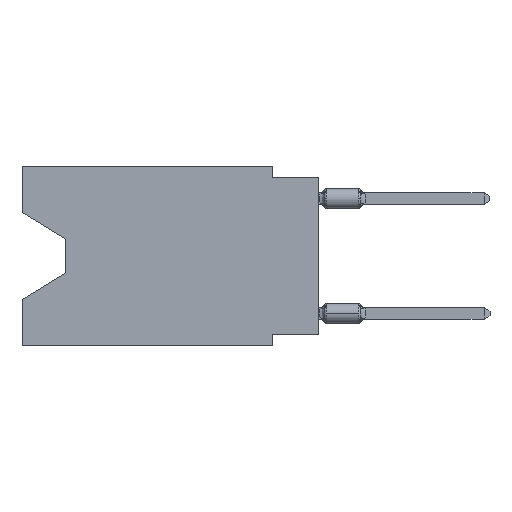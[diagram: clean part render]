
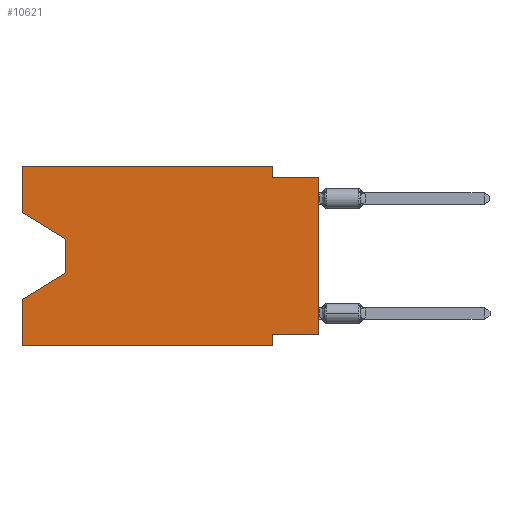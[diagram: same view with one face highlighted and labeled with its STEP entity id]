
A CAD part, left-side view. The second image highlights one B-rep face of the part: STEP entity #10621.
In plain terms, the highlighted planar face has unit normal (-1, 0, 0).
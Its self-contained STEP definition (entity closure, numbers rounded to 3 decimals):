
#113 = LINE ( 'NONE', #3374, #5165 ) ;
#491 = CARTESIAN_POINT ( 'NONE',  ( 0., 2.54, -9.271 ) ) ;
#632 = ORIENTED_EDGE ( 'NONE', *, *, #2042, .F. ) ;
#960 = EDGE_CURVE ( 'NONE', #4289, #13936, #7977, .T. ) ;
#1200 = CARTESIAN_POINT ( 'NONE',  ( 0., 16.383, 0. ) ) ;
#1211 = CARTESIAN_POINT ( 'NONE',  ( 0., 0., 0. ) ) ;
#1615 = CARTESIAN_POINT ( 'NONE',  ( 0., 13.97, -4.013 ) ) ;
#1710 = AXIS2_PLACEMENT_3D ( 'NONE', #1200, #3514, #10071 ) ;
#2010 = CARTESIAN_POINT ( 'NONE',  ( 0., 16.383, 0. ) ) ;
#2042 = EDGE_CURVE ( 'NONE', #9468, #9486, #7003, .T. ) ;
#2058 = ORIENTED_EDGE ( 'NONE', *, *, #2848, .F. ) ;
#2075 = ORIENTED_EDGE ( 'NONE', *, *, #6409, .F. ) ;
#2250 = CARTESIAN_POINT ( 'NONE',  ( 0., 13.97, -5.893 ) ) ;
#2670 = ORIENTED_EDGE ( 'NONE', *, *, #3257, .T. ) ;
#2707 = CARTESIAN_POINT ( 'NONE',  ( 0., 13.97, -4.013 ) ) ;
#2848 = EDGE_CURVE ( 'NONE', #9486, #7452, #7554, .T. ) ;
#3257 = EDGE_CURVE ( 'NONE', #7833, #13936, #7318, .T. ) ;
#3374 = CARTESIAN_POINT ( 'NONE',  ( 0., 16.383, -2.546 ) ) ;
#3509 = EDGE_LOOP ( 'NONE', ( #10298, #7237, #13957, #3746, #2670, #9438, #2075, #6346, #2058, #632, #7705, #9220 ) ) ;
#3514 = DIRECTION ( 'NONE',  ( 1., 0., 0. ) ) ;
#3524 = VECTOR ( 'NONE', #13635, 1000. ) ;
#3746 = ORIENTED_EDGE ( 'NONE', *, *, #4490, .F. ) ;
#3858 = VERTEX_POINT ( 'NONE', #13326 ) ;
#3877 = CARTESIAN_POINT ( 'NONE',  ( 0., 2.54, 0. ) ) ;
#4021 = VECTOR ( 'NONE', #6446, 1000. ) ;
#4177 = DIRECTION ( 'NONE',  ( 0., -1., 0. ) ) ;
#4289 = VERTEX_POINT ( 'NONE', #491 ) ;
#4353 = LINE ( 'NONE', #4500, #5825 ) ;
#4490 = EDGE_CURVE ( 'NONE', #7833, #5259, #14159, .T. ) ;
#4500 = CARTESIAN_POINT ( 'NONE',  ( 0., 0., -9.271 ) ) ;
#4540 = DIRECTION ( 'NONE',  ( 0., -0.855, -0.519 ) ) ;
#4630 = CARTESIAN_POINT ( 'NONE',  ( 0., 2.54, -9.906 ) ) ;
#4776 = DIRECTION ( 'NONE',  ( 0., -1., 0. ) ) ;
#5165 = VECTOR ( 'NONE', #4540, 1000. ) ;
#5257 = EDGE_CURVE ( 'NONE', #14149, #3858, #13847, .T. ) ;
#5259 = VERTEX_POINT ( 'NONE', #11656 ) ;
#5262 = VECTOR ( 'NONE', #12902, 1000. ) ;
#5505 = EDGE_CURVE ( 'NONE', #10613, #9468, #7030, .T. ) ;
#5825 = VECTOR ( 'NONE', #8793, 1000. ) ;
#5950 = CARTESIAN_POINT ( 'NONE',  ( 0., 16.383, 0. ) ) ;
#6085 = CARTESIAN_POINT ( 'NONE',  ( 0., 16.383, -9.906 ) ) ;
#6099 = VECTOR ( 'NONE', #10895, 1000. ) ;
#6346 = ORIENTED_EDGE ( 'NONE', *, *, #7056, .T. ) ;
#6409 = EDGE_CURVE ( 'NONE', #11289, #4289, #4353, .T. ) ;
#6446 = DIRECTION ( 'NONE',  ( 0., 0., 1. ) ) ;
#6487 = EDGE_CURVE ( 'NONE', #3858, #5259, #12219, .T. ) ;
#6579 = CARTESIAN_POINT ( 'NONE',  ( 0., 2.54, -9.906 ) ) ;
#6658 = CARTESIAN_POINT ( 'NONE',  ( 0., 16.383, 0. ) ) ;
#6685 = DIRECTION ( 'NONE',  ( 0., 0.855, -0.519 ) ) ;
#7003 = LINE ( 'NONE', #3877, #3524 ) ;
#7030 = LINE ( 'NONE', #5950, #9161 ) ;
#7056 = EDGE_CURVE ( 'NONE', #11289, #7452, #7964, .T. ) ;
#7237 = ORIENTED_EDGE ( 'NONE', *, *, #5257, .T. ) ;
#7318 = LINE ( 'NONE', #6085, #12178 ) ;
#7452 = VERTEX_POINT ( 'NONE', #14042 ) ;
#7554 = LINE ( 'NONE', #9727, #6099 ) ;
#7705 = ORIENTED_EDGE ( 'NONE', *, *, #5505, .F. ) ;
#7820 = FACE_OUTER_BOUND ( 'NONE', #3509, .T. ) ;
#7833 = VERTEX_POINT ( 'NONE', #10167 ) ;
#7964 = LINE ( 'NONE', #1211, #13290 ) ;
#7977 = LINE ( 'NONE', #4630, #11177 ) ;
#8620 = CARTESIAN_POINT ( 'NONE',  ( 0., 2.54, 0. ) ) ;
#8793 = DIRECTION ( 'NONE',  ( 0., 1., 0. ) ) ;
#9045 = PLANE ( 'NONE',  #1710 ) ;
#9161 = VECTOR ( 'NONE', #4776, 1000. ) ;
#9220 = ORIENTED_EDGE ( 'NONE', *, *, #11999, .F. ) ;
#9438 = ORIENTED_EDGE ( 'NONE', *, *, #960, .F. ) ;
#9468 = VERTEX_POINT ( 'NONE', #8620 ) ;
#9486 = VERTEX_POINT ( 'NONE', #10058 ) ;
#9727 = CARTESIAN_POINT ( 'NONE',  ( 0., 0., -0.635 ) ) ;
#10058 = CARTESIAN_POINT ( 'NONE',  ( 0., 2.54, -0.635 ) ) ;
#10071 = DIRECTION ( 'NONE',  ( 0., 0., -1. ) ) ;
#10167 = CARTESIAN_POINT ( 'NONE',  ( 0., 16.383, -9.906 ) ) ;
#10298 = ORIENTED_EDGE ( 'NONE', *, *, #14020, .T. ) ;
#10613 = VERTEX_POINT ( 'NONE', #6658 ) ;
#10621 = ADVANCED_FACE ( 'NONE', ( #7820 ), #9045, .F. ) ;
#10872 = VERTEX_POINT ( 'NONE', #12968 ) ;
#10895 = DIRECTION ( 'NONE',  ( 0., -1., 0. ) ) ;
#11131 = CARTESIAN_POINT ( 'NONE',  ( 0., 0., -9.271 ) ) ;
#11177 = VECTOR ( 'NONE', #11544, 1000. ) ;
#11289 = VERTEX_POINT ( 'NONE', #11131 ) ;
#11544 = DIRECTION ( 'NONE',  ( 0., 0., -1. ) ) ;
#11650 = VECTOR ( 'NONE', #6685, 1000. ) ;
#11656 = CARTESIAN_POINT ( 'NONE',  ( 0., 16.383, -7.36 ) ) ;
#11879 = LINE ( 'NONE', #12829, #5262 ) ;
#11999 = EDGE_CURVE ( 'NONE', #10872, #10613, #11879, .T. ) ;
#12178 = VECTOR ( 'NONE', #4177, 1000. ) ;
#12219 = LINE ( 'NONE', #2250, #11650 ) ;
#12413 = VECTOR ( 'NONE', #12958, 1000. ) ;
#12543 = DIRECTION ( 'NONE',  ( 0., 0., 1. ) ) ;
#12829 = CARTESIAN_POINT ( 'NONE',  ( 0., 16.383, 0. ) ) ;
#12902 = DIRECTION ( 'NONE',  ( 0., 0., 1. ) ) ;
#12958 = DIRECTION ( 'NONE',  ( 0., 0., -1. ) ) ;
#12968 = CARTESIAN_POINT ( 'NONE',  ( 0., 16.383, -2.546 ) ) ;
#13290 = VECTOR ( 'NONE', #12543, 1000. ) ;
#13326 = CARTESIAN_POINT ( 'NONE',  ( 0., 13.97, -5.893 ) ) ;
#13635 = DIRECTION ( 'NONE',  ( 0., 0., -1. ) ) ;
#13847 = LINE ( 'NONE', #2707, #12413 ) ;
#13936 = VERTEX_POINT ( 'NONE', #6579 ) ;
#13957 = ORIENTED_EDGE ( 'NONE', *, *, #6487, .T. ) ;
#14020 = EDGE_CURVE ( 'NONE', #10872, #14149, #113, .T. ) ;
#14042 = CARTESIAN_POINT ( 'NONE',  ( 0., 0., -0.635 ) ) ;
#14149 = VERTEX_POINT ( 'NONE', #1615 ) ;
#14159 = LINE ( 'NONE', #2010, #4021 ) ;
